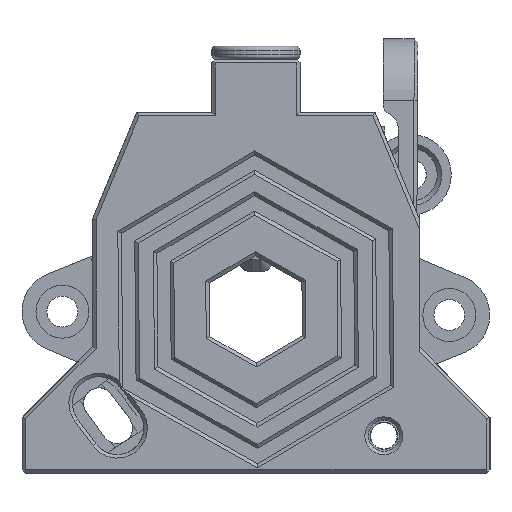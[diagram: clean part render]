
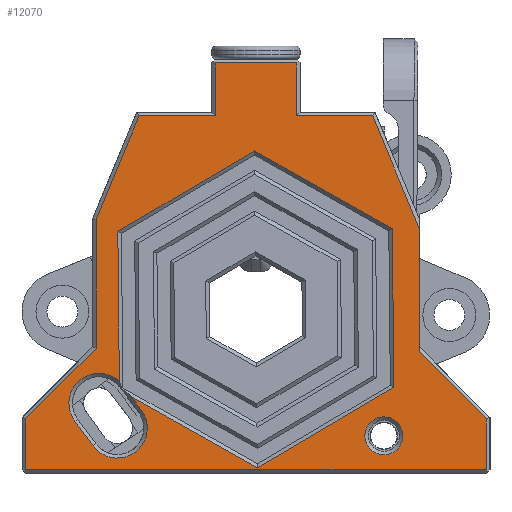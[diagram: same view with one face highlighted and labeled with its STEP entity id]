
A CAD part, left-side view. The second image highlights one B-rep face of the part: STEP entity #12070.
In plain terms, the highlighted planar face has unit normal (-1, 0, 0).
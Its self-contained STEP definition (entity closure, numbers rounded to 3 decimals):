
#798=FACE_BOUND('',#2326,.T.);
#799=FACE_BOUND('',#2327,.T.);
#1112=CIRCLE('',#13073,2.15);
#1113=CIRCLE('',#13075,3.4);
#1114=CIRCLE('',#13076,3.4);
#1634=FACE_OUTER_BOUND('',#2325,.T.);
#2325=EDGE_LOOP('',(#9596,#9597,#9598,#9599,#9600,#9601,#9602,#9603,#9604,
#9605,#9606,#9607,#9608,#9609));
#2326=EDGE_LOOP('',(#9610,#9611,#9612,#9613,#9614,#9615,#9616,#9617,#9618,
#9619));
#2327=EDGE_LOOP('',(#9620));
#3097=LINE('',#21768,#4115);
#3098=LINE('',#21770,#4116);
#3099=LINE('',#21772,#4117);
#3100=LINE('',#21774,#4118);
#3101=LINE('',#21776,#4119);
#3102=LINE('',#21778,#4120);
#3103=LINE('',#21780,#4121);
#3104=LINE('',#21782,#4122);
#3105=LINE('',#21784,#4123);
#3106=LINE('',#21786,#4124);
#3107=LINE('',#21788,#4125);
#3108=LINE('',#21790,#4126);
#3109=LINE('',#21792,#4127);
#3110=LINE('',#21793,#4128);
#3111=LINE('',#21796,#4129);
#3112=LINE('',#21798,#4130);
#3113=LINE('',#21800,#4131);
#3114=LINE('',#21802,#4132);
#3115=LINE('',#21806,#4133);
#3116=LINE('',#21810,#4134);
#3117=LINE('',#21812,#4135);
#3118=LINE('',#21813,#4136);
#4115=VECTOR('',#15168,10.);
#4116=VECTOR('',#15169,10.);
#4117=VECTOR('',#15170,10.);
#4118=VECTOR('',#15171,10.);
#4119=VECTOR('',#15172,10.);
#4120=VECTOR('',#15173,10.);
#4121=VECTOR('',#15174,10.);
#4122=VECTOR('',#15175,10.);
#4123=VECTOR('',#15176,10.);
#4124=VECTOR('',#15177,10.);
#4125=VECTOR('',#15178,10.);
#4126=VECTOR('',#15179,10.);
#4127=VECTOR('',#15180,10.);
#4128=VECTOR('',#15181,10.);
#4129=VECTOR('',#15182,10.);
#4130=VECTOR('',#15183,10.);
#4131=VECTOR('',#15184,10.);
#4132=VECTOR('',#15185,10.);
#4133=VECTOR('',#15188,10.);
#4134=VECTOR('',#15191,10.);
#4135=VECTOR('',#15192,10.);
#4136=VECTOR('',#15193,10.);
#5361=VERTEX_POINT('',#21762);
#5362=VERTEX_POINT('',#21766);
#5363=VERTEX_POINT('',#21767);
#5364=VERTEX_POINT('',#21769);
#5365=VERTEX_POINT('',#21771);
#5366=VERTEX_POINT('',#21773);
#5367=VERTEX_POINT('',#21775);
#5368=VERTEX_POINT('',#21777);
#5369=VERTEX_POINT('',#21779);
#5370=VERTEX_POINT('',#21781);
#5371=VERTEX_POINT('',#21783);
#5372=VERTEX_POINT('',#21785);
#5373=VERTEX_POINT('',#21787);
#5374=VERTEX_POINT('',#21789);
#5375=VERTEX_POINT('',#21791);
#5376=VERTEX_POINT('',#21794);
#5377=VERTEX_POINT('',#21795);
#5378=VERTEX_POINT('',#21797);
#5379=VERTEX_POINT('',#21799);
#5380=VERTEX_POINT('',#21801);
#5381=VERTEX_POINT('',#21803);
#5382=VERTEX_POINT('',#21805);
#5383=VERTEX_POINT('',#21807);
#5384=VERTEX_POINT('',#21809);
#5385=VERTEX_POINT('',#21811);
#6853=EDGE_CURVE('',#5361,#5361,#1112,.T.);
#6854=EDGE_CURVE('',#5362,#5363,#3097,.T.);
#6855=EDGE_CURVE('',#5364,#5362,#3098,.T.);
#6856=EDGE_CURVE('',#5365,#5364,#3099,.T.);
#6857=EDGE_CURVE('',#5366,#5365,#3100,.T.);
#6858=EDGE_CURVE('',#5367,#5366,#3101,.T.);
#6859=EDGE_CURVE('',#5368,#5367,#3102,.T.);
#6860=EDGE_CURVE('',#5369,#5368,#3103,.T.);
#6861=EDGE_CURVE('',#5370,#5369,#3104,.T.);
#6862=EDGE_CURVE('',#5371,#5370,#3105,.T.);
#6863=EDGE_CURVE('',#5372,#5371,#3106,.T.);
#6864=EDGE_CURVE('',#5373,#5372,#3107,.T.);
#6865=EDGE_CURVE('',#5374,#5373,#3108,.T.);
#6866=EDGE_CURVE('',#5375,#5374,#3109,.T.);
#6867=EDGE_CURVE('',#5363,#5375,#3110,.T.);
#6868=EDGE_CURVE('',#5376,#5377,#3111,.T.);
#6869=EDGE_CURVE('',#5378,#5376,#3112,.T.);
#6870=EDGE_CURVE('',#5379,#5378,#3113,.T.);
#6871=EDGE_CURVE('',#5380,#5379,#3114,.T.);
#6872=EDGE_CURVE('',#5381,#5380,#1113,.T.);
#6873=EDGE_CURVE('',#5382,#5381,#3115,.T.);
#6874=EDGE_CURVE('',#5383,#5382,#1114,.T.);
#6875=EDGE_CURVE('',#5384,#5383,#3116,.T.);
#6876=EDGE_CURVE('',#5385,#5384,#3117,.T.);
#6877=EDGE_CURVE('',#5377,#5385,#3118,.T.);
#9596=ORIENTED_EDGE('',*,*,#6854,.F.);
#9597=ORIENTED_EDGE('',*,*,#6855,.F.);
#9598=ORIENTED_EDGE('',*,*,#6856,.F.);
#9599=ORIENTED_EDGE('',*,*,#6857,.F.);
#9600=ORIENTED_EDGE('',*,*,#6858,.F.);
#9601=ORIENTED_EDGE('',*,*,#6859,.F.);
#9602=ORIENTED_EDGE('',*,*,#6860,.F.);
#9603=ORIENTED_EDGE('',*,*,#6861,.F.);
#9604=ORIENTED_EDGE('',*,*,#6862,.F.);
#9605=ORIENTED_EDGE('',*,*,#6863,.F.);
#9606=ORIENTED_EDGE('',*,*,#6864,.F.);
#9607=ORIENTED_EDGE('',*,*,#6865,.F.);
#9608=ORIENTED_EDGE('',*,*,#6866,.F.);
#9609=ORIENTED_EDGE('',*,*,#6867,.F.);
#9610=ORIENTED_EDGE('',*,*,#6868,.F.);
#9611=ORIENTED_EDGE('',*,*,#6869,.F.);
#9612=ORIENTED_EDGE('',*,*,#6870,.F.);
#9613=ORIENTED_EDGE('',*,*,#6871,.F.);
#9614=ORIENTED_EDGE('',*,*,#6872,.F.);
#9615=ORIENTED_EDGE('',*,*,#6873,.F.);
#9616=ORIENTED_EDGE('',*,*,#6874,.F.);
#9617=ORIENTED_EDGE('',*,*,#6875,.F.);
#9618=ORIENTED_EDGE('',*,*,#6876,.F.);
#9619=ORIENTED_EDGE('',*,*,#6877,.F.);
#9620=ORIENTED_EDGE('',*,*,#6853,.F.);
#11508=PLANE('',#13074);
#12070=ADVANCED_FACE('',(#1634,#798,#799),#11508,.T.);
#13073=AXIS2_PLACEMENT_3D('',#21764,#15164,#15165);
#13074=AXIS2_PLACEMENT_3D('',#21765,#15166,#15167);
#13075=AXIS2_PLACEMENT_3D('',#21804,#15186,#15187);
#13076=AXIS2_PLACEMENT_3D('',#21808,#15189,#15190);
#15164=DIRECTION('center_axis',(-1.,0.,0.));
#15165=DIRECTION('ref_axis',(0.,-1.,0.));
#15166=DIRECTION('center_axis',(-1.,0.,0.));
#15167=DIRECTION('ref_axis',(0.,-1.,0.));
#15168=DIRECTION('',(0.,-0.383,-0.924));
#15169=DIRECTION('',(0.,-1.,0.));
#15170=DIRECTION('',(0.,0.,-1.));
#15171=DIRECTION('',(0.,-1.,0.));
#15172=DIRECTION('',(0.,0.,1.));
#15173=DIRECTION('',(0.,-1.,0.));
#15174=DIRECTION('',(0.,-0.383,0.924));
#15175=DIRECTION('',(0.,0.,1.));
#15176=DIRECTION('',(0.,-0.707,0.707));
#15177=DIRECTION('',(0.,0.,1.));
#15178=DIRECTION('',(0.,1.,0.));
#15179=DIRECTION('',(0.,0.,-1.));
#15180=DIRECTION('',(0.,-0.707,-0.707));
#15181=DIRECTION('',(0.,0.,-1.));
#15182=DIRECTION('',(0.,0.01,1.));
#15183=DIRECTION('',(0.,-0.861,0.508));
#15184=DIRECTION('',(0.,-0.871,-0.491));
#15185=DIRECTION('',(0.,0.595,0.804));
#15186=DIRECTION('center_axis',(-1.,0.,0.));
#15187=DIRECTION('ref_axis',(0.,-1.,0.));
#15188=DIRECTION('',(0.,-0.595,-0.804));
#15189=DIRECTION('center_axis',(-1.,0.,0.));
#15190=DIRECTION('ref_axis',(0.,1.,0.));
#15191=DIRECTION('',(0.,-0.01,-1.));
#15192=DIRECTION('',(0.,0.861,-0.508));
#15193=DIRECTION('',(0.,0.871,0.491));
#21762=CARTESIAN_POINT('',(-62.112,7.731,6.96));
#21764=CARTESIAN_POINT('Origin',(-62.112,5.581,6.96));
#21765=CARTESIAN_POINT('Origin',(-62.112,20.081,27.872));
#21766=CARTESIAN_POINT('',(-62.112,6.848,43.21));
#21767=CARTESIAN_POINT('',(-62.112,1.581,30.495));
#21768=CARTESIAN_POINT('',(-62.112,3.907,36.109));
#21769=CARTESIAN_POINT('',(-62.112,15.481,43.21));
#21770=CARTESIAN_POINT('',(-62.112,25.691,43.21));
#21771=CARTESIAN_POINT('',(-62.112,15.481,49.21));
#21772=CARTESIAN_POINT('',(-62.112,15.481,35.741));
#21773=CARTESIAN_POINT('',(-62.112,24.681,49.21));
#21774=CARTESIAN_POINT('',(-62.112,20.081,49.21));
#21775=CARTESIAN_POINT('',(-62.112,24.681,43.21));
#21776=CARTESIAN_POINT('',(-62.112,24.681,33.905));
#21777=CARTESIAN_POINT('',(-62.112,33.314,43.21));
#21778=CARTESIAN_POINT('',(-62.112,25.691,43.21));
#21779=CARTESIAN_POINT('',(-62.112,38.181,31.461));
#21780=CARTESIAN_POINT('',(-62.112,36.255,36.109));
#21781=CARTESIAN_POINT('',(-62.112,38.181,16.873));
#21782=CARTESIAN_POINT('',(-62.112,38.181,14.241));
#21783=CARTESIAN_POINT('',(-62.112,46.181,8.872));
#21784=CARTESIAN_POINT('',(-62.112,32.922,22.132));
#21785=CARTESIAN_POINT('',(-62.112,46.181,3.11));
#21786=CARTESIAN_POINT('',(-62.112,46.181,13.741));
#21787=CARTESIAN_POINT('',(-62.112,-6.019,3.11));
#21788=CARTESIAN_POINT('',(-62.112,6.831,3.11));
#21789=CARTESIAN_POINT('',(-62.112,-6.019,8.873));
#21790=CARTESIAN_POINT('',(-62.112,-6.019,13.741));
#21791=CARTESIAN_POINT('',(-62.112,1.581,16.473));
#21792=CARTESIAN_POINT('',(-62.112,7.24,22.132));
#21793=CARTESIAN_POINT('',(-62.112,1.581,18.541));
#21794=CARTESIAN_POINT('',(-62.112,4.448,12.461));
#21795=CARTESIAN_POINT('',(-62.112,4.624,30.416));
#21796=CARTESIAN_POINT('',(-62.112,4.611,29.105));
#21797=CARTESIAN_POINT('',(-62.112,19.909,3.331));
#21798=CARTESIAN_POINT('',(-62.112,6.969,10.973));
#21799=CARTESIAN_POINT('',(-62.112,34.186,11.388));
#21800=CARTESIAN_POINT('',(-62.112,25.327,6.389));
#21801=CARTESIAN_POINT('',(-62.112,33.054,9.858));
#21802=CARTESIAN_POINT('',(-62.112,35.066,12.577));
#21803=CARTESIAN_POINT('',(-62.112,38.52,5.813));
#21804=CARTESIAN_POINT('Origin',(-62.112,35.787,7.836));
#21805=CARTESIAN_POINT('',(-62.112,40.602,8.627));
#21806=CARTESIAN_POINT('',(-62.112,41.573,9.939));
#21807=CARTESIAN_POINT('',(-62.112,35.556,13.141));
#21808=CARTESIAN_POINT('Origin',(-62.112,37.869,10.649));
#21809=CARTESIAN_POINT('',(-62.112,35.723,30.11));
#21810=CARTESIAN_POINT('',(-62.112,35.624,20.053));
#21811=CARTESIAN_POINT('',(-62.112,20.262,39.241));
#21812=CARTESIAN_POINT('',(-62.112,30.315,33.304));
#21813=CARTESIAN_POINT('',(-62.112,17.66,37.772));
